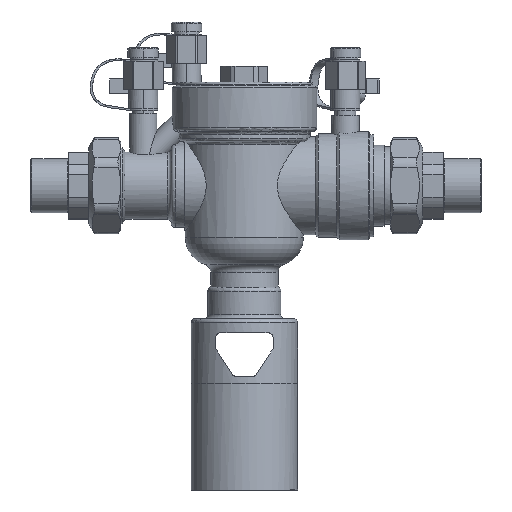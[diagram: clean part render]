
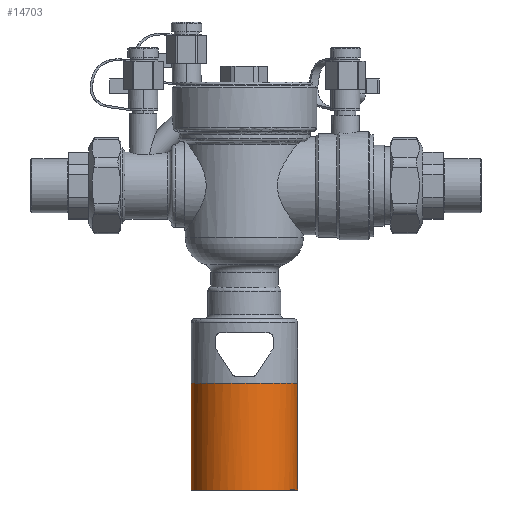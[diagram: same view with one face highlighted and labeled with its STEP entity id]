
A CAD part, front view. The second image highlights one B-rep face of the part: STEP entity #14703.
In plain terms, the highlighted cylindrical face has radius 33.1 mm (diameter 66.2 mm), a partial arc.
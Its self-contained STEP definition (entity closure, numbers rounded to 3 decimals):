
#14627=CARTESIAN_POINT('Control Point',(-33.1,0.,-189.5)) ;
#14628=CARTESIAN_POINT('Control Point',(-33.1,-33.1,-189.5)) ;
#14629=CARTESIAN_POINT('Control Point',(0.,-33.1,-189.5)) ;
#14630=CARTESIAN_POINT('Control Point',(33.1,-33.1,-189.5)) ;
#14631=CARTESIAN_POINT('Control Point',(33.1,0.,-189.5)) ;
#14632=CARTESIAN_POINT('Vertex',(-33.1,0.,-189.5)) ;
#14634=CARTESIAN_POINT('Vertex',(33.1,0.,-189.5)) ;
#14663=CARTESIAN_POINT('Axis2P3D Location',(0.,0.,-58.1)) ;
#14669=CARTESIAN_POINT('Control Point',(-33.1,0.,-123.1)) ;
#14670=CARTESIAN_POINT('Control Point',(-33.1,-5.199,-123.1)) ;
#14671=CARTESIAN_POINT('Control Point',(-32.079,-10.399,-123.1)) ;
#14672=CARTESIAN_POINT('Control Point',(-30.036,-15.33,-123.1)) ;
#14673=CARTESIAN_POINT('Control Point',(-24.127,-24.127,-123.1)) ;
#14674=CARTESIAN_POINT('Control Point',(-15.33,-30.036,-123.1)) ;
#14675=CARTESIAN_POINT('Control Point',(-10.399,-32.079,-123.1)) ;
#14676=CARTESIAN_POINT('Control Point',(0.,-34.121,-123.1)) ;
#14677=CARTESIAN_POINT('Control Point',(10.399,-32.079,-123.1)) ;
#14678=CARTESIAN_POINT('Control Point',(15.33,-30.036,-123.1)) ;
#14679=CARTESIAN_POINT('Control Point',(24.127,-24.127,-123.1)) ;
#14680=CARTESIAN_POINT('Control Point',(30.036,-15.33,-123.1)) ;
#14681=CARTESIAN_POINT('Control Point',(32.079,-10.399,-123.1)) ;
#14682=CARTESIAN_POINT('Control Point',(33.1,-5.199,-123.1)) ;
#14683=CARTESIAN_POINT('Control Point',(33.1,0.,-123.1)) ;
#14684=CARTESIAN_POINT('Vertex',(-33.1,0.,-123.1)) ;
#14686=CARTESIAN_POINT('Vertex',(33.1,0.,-123.1)) ;
#14690=CARTESIAN_POINT('Control Point',(-33.1,0.,-189.5)) ;
#14691=CARTESIAN_POINT('Control Point',(-33.1,0.,-123.1)) ;
#14694=CARTESIAN_POINT('Control Point',(33.1,0.,-123.1)) ;
#14695=CARTESIAN_POINT('Control Point',(33.1,0.,-189.5)) ;
#14664=DIRECTION('Axis2P3D Direction',(0.,-0.,-1.)) ;
#14665=DIRECTION('Axis2P3D XDirection',(1.,0.,0.)) ;
#14666=AXIS2_PLACEMENT_3D('Cylinder Axis2P3D',#14663,#14664,#14665) ;
#14667=CYLINDRICAL_SURFACE('generated cylinder',#14666,33.1) ;
#14636=EDGE_CURVE('',#14633,#14635,#14626,.T.) ;
#14688=EDGE_CURVE('',#14685,#14687,#14668,.T.) ;
#14692=EDGE_CURVE('',#14633,#14685,#14689,.T.) ;
#14696=EDGE_CURVE('',#14687,#14635,#14693,.T.) ;
#14698=ORIENTED_EDGE('',*,*,#14688,.F.) ;
#14699=ORIENTED_EDGE('',*,*,#14692,.F.) ;
#14700=ORIENTED_EDGE('',*,*,#14636,.T.) ;
#14701=ORIENTED_EDGE('',*,*,#14696,.F.) ;
#14697=EDGE_LOOP('',(#14698,#14699,#14700,#14701)) ;
#14633=VERTEX_POINT('',#14632) ;
#14635=VERTEX_POINT('',#14634) ;
#14685=VERTEX_POINT('',#14684) ;
#14687=VERTEX_POINT('',#14686) ;
#14703=ADVANCED_FACE('Solid12',(#14702),#14667,.T.) ;
#14668=B_SPLINE_CURVE_WITH_KNOTS('',5,(#14669,#14670,#14671,#14672,#14673,#14674,#14675,#14676,#14677,#14678,#14679,#14680,#14681,#14682,#14683),.UNSPECIFIED.,.F.,.U.,(6,3,3,3,6),(-3.142,-2.356,-1.571,-0.785,0.),.UNSPECIFIED.) ;
#14689=B_SPLINE_CURVE_WITH_KNOTS('',1,(#14690,#14691),.UNSPECIFIED.,.F.,.U.,(2,2),(0.,0.218),.UNSPECIFIED.) ;
#14693=B_SPLINE_CURVE_WITH_KNOTS('',1,(#14694,#14695),.UNSPECIFIED.,.F.,.U.,(2,2),(0.,0.218),.UNSPECIFIED.) ;
#14702=FACE_OUTER_BOUND('',#14697,.T.) ;
#14626=(BOUNDED_CURVE()B_SPLINE_CURVE(2,(#14627,#14628,#14629,#14630,#14631),.UNSPECIFIED.,.F.,.U.)B_SPLINE_CURVE_WITH_KNOTS((3,2,3),(0.,66.2,132.4),.UNSPECIFIED.)CURVE()GEOMETRIC_REPRESENTATION_ITEM()RATIONAL_B_SPLINE_CURVE((1.,0.707,1.,0.707,1.))REPRESENTATION_ITEM('')) ;
